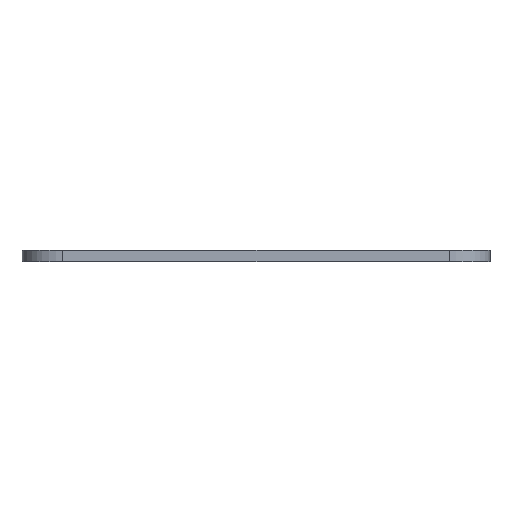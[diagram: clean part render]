
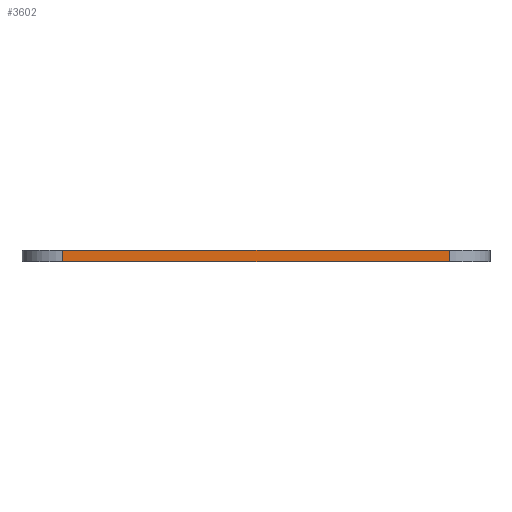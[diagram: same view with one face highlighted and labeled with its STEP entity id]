
A CAD part, left-side view. The second image highlights one B-rep face of the part: STEP entity #3602.
In plain terms, the highlighted planar face has unit normal (-1, 0, 0).
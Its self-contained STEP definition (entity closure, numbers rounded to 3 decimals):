
#49=CARTESIAN_POINT('',(-20.,16.5,0.5));
#50=VERTEX_POINT('',#49);
#68=CARTESIAN_POINT('',(-20.,16.5,-0.5));
#69=VERTEX_POINT('',#68);
#77=CARTESIAN_POINT('',(-20.,16.5,-0.5));
#78=DIRECTION('',(0.0,0.0,1.0));
#79=VECTOR('',#78,1.0);
#80=LINE('',#77,#79);
#81=EDGE_CURVE('',#69,#50,#80,.T.);
#358=CARTESIAN_POINT('',(-20.,-16.5,-0.5));
#359=VERTEX_POINT('',#358);
#367=CARTESIAN_POINT('',(-20.,16.5,-0.5));
#368=DIRECTION('',(0.0,-1.0,0.0));
#369=VECTOR('',#368,33.0);
#370=LINE('',#367,#369);
#371=EDGE_CURVE('',#69,#359,#370,.T.);
#1066=CARTESIAN_POINT('',(-20.,-16.5,0.5));
#1067=VERTEX_POINT('',#1066);
#1068=CARTESIAN_POINT('',(-20.,-16.5,0.5));
#1069=DIRECTION('',(0.0,1.0,0.0));
#1070=VECTOR('',#1069,33.0);
#1071=LINE('',#1068,#1070);
#1072=EDGE_CURVE('',#1067,#50,#1071,.T.);
#1910=CARTESIAN_POINT('',(-20.,-16.5,0.5));
#1911=DIRECTION('',(0.0,0.0,-1.0));
#1912=VECTOR('',#1911,1.0);
#1913=LINE('',#1910,#1912);
#1914=EDGE_CURVE('',#1067,#359,#1913,.T.);
#3591=CARTESIAN_POINT('',(-20.,-20.0,0.0));
#3592=DIRECTION('',(-1.0,0.0,0.0));
#3593=DIRECTION('',(0.0,0.0,1.0));
#3594=AXIS2_PLACEMENT_3D('',#3591,#3592,#3593);
#3595=PLANE('',#3594);
#3596=ORIENTED_EDGE('',*,*,#81,.F.);
#3597=ORIENTED_EDGE('',*,*,#371,.T.);
#3598=ORIENTED_EDGE('',*,*,#1914,.F.);
#3599=ORIENTED_EDGE('',*,*,#1072,.T.);
#3600=EDGE_LOOP('',(#3596,#3597,#3598,#3599));
#3601=FACE_OUTER_BOUND('',#3600,.T.);
#3602=ADVANCED_FACE('',(#3601),#3595,.T.);
